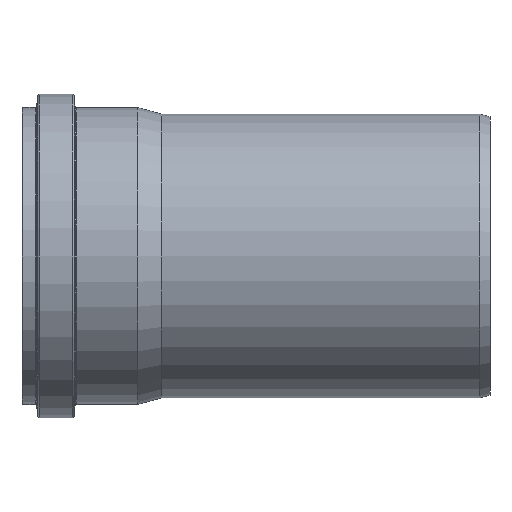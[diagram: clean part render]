
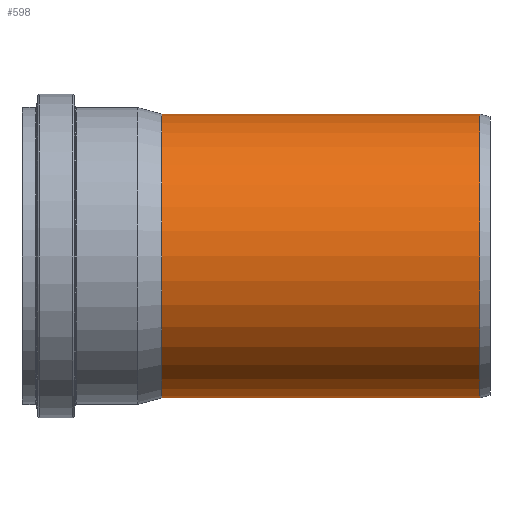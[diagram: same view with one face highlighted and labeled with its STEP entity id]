
A CAD part, left-side view. The second image highlights one B-rep face of the part: STEP entity #598.
In plain terms, the highlighted cylindrical face has radius 125.25 mm (diameter 250.5 mm), a full revolution.
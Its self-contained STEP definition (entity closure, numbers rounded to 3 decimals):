
#54=FACE_BOUND('',#190,.T.);
#55=FACE_BOUND('',#191,.T.);
#112=CYLINDRICAL_SURFACE('',#658,125.25);
#131=FACE_OUTER_BOUND('',#189,.T.);
#189=EDGE_LOOP('',(#483));
#190=EDGE_LOOP('',(#484));
#191=EDGE_LOOP('',(#485));
#302=B_SPLINE_CURVE_WITH_KNOTS('',3,(#1141,#1142,#1143,#1144,#1145,#1146,
#1147,#1148,#1149,#1150,#1151,#1152,#1153,#1154,#1155,#1156,#1157,#1158,
#1159,#1160,#1161,#1162,#1163,#1164),.UNSPECIFIED.,.T.,.F.,(4,1,1,1,1,1,
1,1,1,1,1,1,1,1,1,1,1,1,1,1,1,4),(-33.733,-32.528,-31.324,
-28.914,-27.308,-25.701,-24.095,
-22.489,-20.882,-19.276,-17.67,
-16.063,-14.457,-11.244,-9.638,
-8.433,-7.229,-6.024,-4.819,
-2.41,-1.205,0.),.UNSPECIFIED.);
#306=CIRCLE('',#659,125.25);
#307=CIRCLE('',#660,125.25);
#360=VERTEX_POINT('',#1114);
#363=VERTEX_POINT('',#1169);
#364=VERTEX_POINT('',#1171);
#420=EDGE_CURVE('',#360,#360,#302,.T.);
#422=EDGE_CURVE('',#363,#363,#306,.T.);
#423=EDGE_CURVE('',#364,#364,#307,.T.);
#483=ORIENTED_EDGE('',*,*,#422,.F.);
#484=ORIENTED_EDGE('',*,*,#423,.T.);
#485=ORIENTED_EDGE('',*,*,#420,.F.);
#598=ADVANCED_FACE('',(#131,#54,#55),#112,.T.);
#658=AXIS2_PLACEMENT_3D('',#1168,#775,#776);
#659=AXIS2_PLACEMENT_3D('',#1170,#777,#778);
#660=AXIS2_PLACEMENT_3D('',#1172,#779,#780);
#775=DIRECTION('center_axis',(0.,-1.,0.));
#776=DIRECTION('ref_axis',(1.,0.,0.));
#777=DIRECTION('center_axis',(0.,-1.,0.));
#778=DIRECTION('ref_axis',(1.,0.,0.));
#779=DIRECTION('center_axis',(0.,-1.,0.));
#780=DIRECTION('ref_axis',(1.,0.,0.));
#1114=CARTESIAN_POINT('',(111.957,-83.071,-56.154));
#1141=CARTESIAN_POINT('Ctrl Pts',(111.957,-83.071,-56.154));
#1142=CARTESIAN_POINT('Ctrl Pts',(111.867,-78.744,-56.332));
#1143=CARTESIAN_POINT('Ctrl Pts',(112.185,-70.039,-55.712));
#1144=CARTESIAN_POINT('Ctrl Pts',(114.602,-53.509,-50.736));
#1145=CARTESIAN_POINT('Ctrl Pts',(119.087,-38.373,-39.996));
#1146=CARTESIAN_POINT('Ctrl Pts',(123.341,-27.362,-23.598));
#1147=CARTESIAN_POINT('Ctrl Pts',(125.444,-22.487,-7.123));
#1148=CARTESIAN_POINT('Ctrl Pts',(125.225,-22.98,10.181));
#1149=CARTESIAN_POINT('Ctrl Pts',(122.773,-28.74,26.318));
#1150=CARTESIAN_POINT('Ctrl Pts',(118.966,-38.896,39.836));
#1151=CARTESIAN_POINT('Ctrl Pts',(114.988,-52.502,49.907));
#1152=CARTESIAN_POINT('Ctrl Pts',(112.133,-68.718,55.836));
#1153=CARTESIAN_POINT('Ctrl Pts',(111.614,-86.26,56.816));
#1154=CARTESIAN_POINT('Ctrl Pts',(114.485,-108.807,51.151));
#1155=CARTESIAN_POINT('Ctrl Pts',(120.629,-126.543,36.258));
#1156=CARTESIAN_POINT('Ctrl Pts',(124.394,-135.346,16.871));
#1157=CARTESIAN_POINT('Ctrl Pts',(125.441,-137.662,2.767));
#1158=CARTESIAN_POINT('Ctrl Pts',(125.059,-136.824,-10.09));
#1159=CARTESIAN_POINT('Ctrl Pts',(123.431,-133.137,-22.346));
#1160=CARTESIAN_POINT('Ctrl Pts',(120.035,-124.786,-37.026));
#1161=CARTESIAN_POINT('Ctrl Pts',(115.708,-111.927,-48.271));
#1162=CARTESIAN_POINT('Ctrl Pts',(112.722,-95.999,-54.639));
#1163=CARTESIAN_POINT('Ctrl Pts',(112.046,-87.398,-55.975));
#1164=CARTESIAN_POINT('Ctrl Pts',(111.957,-83.071,-56.154));
#1168=CARTESIAN_POINT('Origin',(0.,-140.321,0.));
#1169=CARTESIAN_POINT('',(125.25,-280.643,0.));
#1170=CARTESIAN_POINT('Origin',(0.,-280.643,0.));
#1171=CARTESIAN_POINT('',(125.25,0.,0.));
#1172=CARTESIAN_POINT('Origin',(0.,0.,0.));
